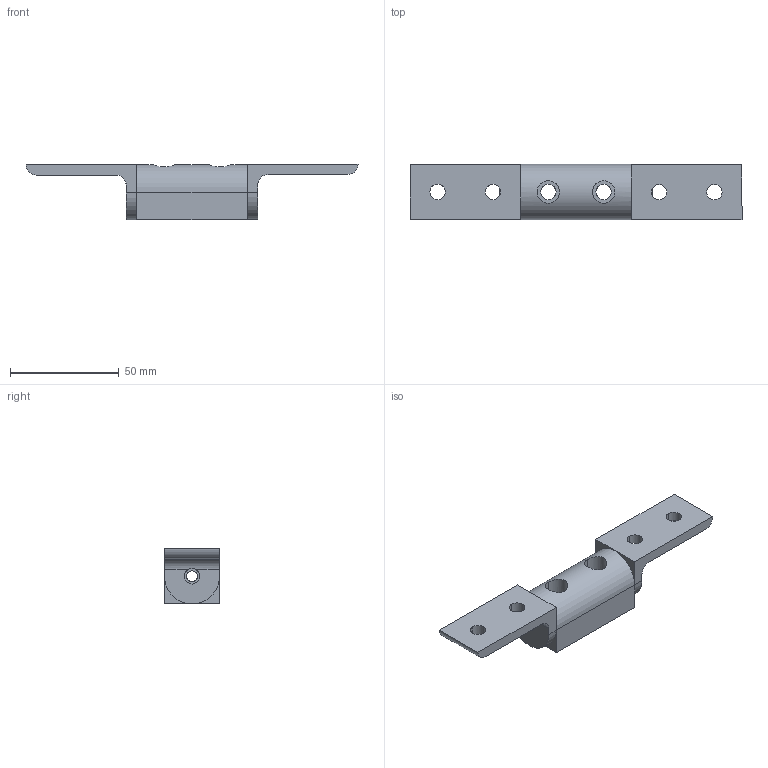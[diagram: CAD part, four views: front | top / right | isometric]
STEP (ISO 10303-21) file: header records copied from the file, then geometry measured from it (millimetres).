
FILE_DESCRIPTION((''),'2;1');
FILE_NAME('10HI8334.stp','2015-07-13T15:50:30',(''),(''),'Mechanical Desktop 2011','Mechanical Desktop 2011',', , ');
FILE_SCHEMA(('AUTOMOTIVE_DESIGN { 1 2 10303 214 1 1 1 1 }'));
Length unit declared in the file: inch
Products named in the file (1): Product
Bounding box: 152.4 x 25.4 x 25.65 mm (x, y, z)
Volume: 41213.1 mm3; surface area: 15965.1 mm2
Topology: 3 solids, 3 shells, 58 faces, 162 edges, 108 vertices
Faces by surface type: cylinder 35, plane 23
Entity records: 2161 total; most frequent: CARTESIAN_POINT 547, DIRECTION 326, ORIENTED_EDGE 324, EDGE_CURVE 162, AXIS2_PLACEMENT_3D 123, VERTEX_POINT 108, VECTOR 80, LINE 80
